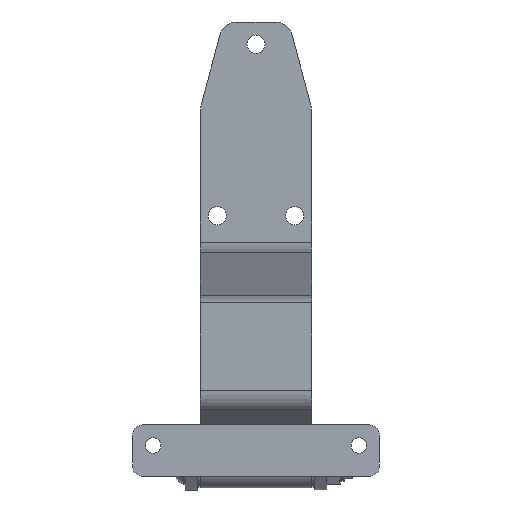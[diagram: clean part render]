
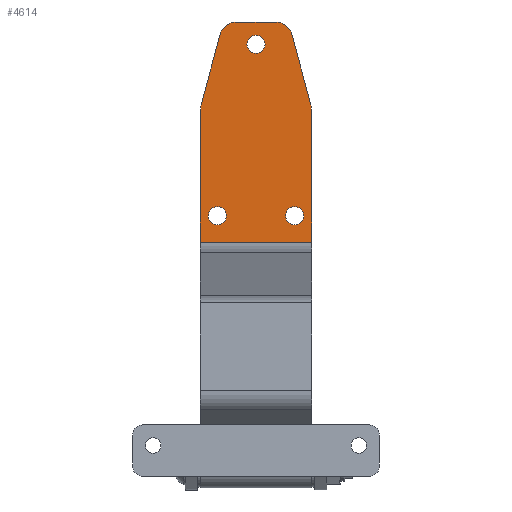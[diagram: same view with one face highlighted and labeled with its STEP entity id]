
A CAD part, front view. The second image highlights one B-rep face of the part: STEP entity #4614.
In plain terms, the highlighted planar face has unit normal (0, -1, 0).
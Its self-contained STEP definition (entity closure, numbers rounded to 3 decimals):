
#8 = VERTEX_POINT ( 'NONE', #570 ) ;
#570 = CARTESIAN_POINT ( 'NONE',  ( 0., -44., 241.7 ) ) ;
#2019 = DIRECTION ( 'NONE',  ( 0., 0., 1. ) ) ;
#2028 = DIRECTION ( 'NONE',  ( 0., 1., 0. ) ) ;
#2184 = CARTESIAN_POINT ( 'NONE',  ( -11.342, -44., 260. ) ) ;
#2227 = DIRECTION ( 'NONE',  ( 0., 0., 1. ) ) ;
#2228 = DIRECTION ( 'NONE',  ( 0., 1., 0. ) ) ;
#2229 = CARTESIAN_POINT ( 'NONE',  ( 22.5, -44., 147. ) ) ;
#2230 = CARTESIAN_POINT ( 'NONE',  ( -20.996, -44., 252.607 ) ) ;
#2232 = DIRECTION ( 'NONE',  ( 0., 0., 1. ) ) ;
#2233 = DIRECTION ( 'NONE',  ( 0., 1., 0. ) ) ;
#2234 = CARTESIAN_POINT ( 'NONE',  ( 0., -44., 247. ) ) ;
#2235 = AXIS2_PLACEMENT_3D ( 'NONE', #2234, #2233, #2232 ) ;
#2240 = CIRCLE ( 'NONE', #2235, 5.3 ) ;
#2242 = CARTESIAN_POINT ( 'NONE',  ( 32.5, -44., 207.347 ) ) ;
#2243 = AXIS2_PLACEMENT_3D ( 'NONE', #2229, #2228, #2227 ) ;
#2249 = CIRCLE ( 'NONE', #2243, 5.3 ) ;
#2263 = DIRECTION ( 'NONE',  ( 0., 0., -1. ) ) ;
#2264 = VECTOR ( 'NONE', #2263, 1000. ) ;
#2265 = CARTESIAN_POINT ( 'NONE',  ( 32.5, -44., 131.61 ) ) ;
#2267 = LINE ( 'NONE', #2265, #2264 ) ;
#2268 = DIRECTION ( 'NONE',  ( 0.261, 0., 0.965 ) ) ;
#2269 = VECTOR ( 'NONE', #2268, 1000. ) ;
#2270 = CARTESIAN_POINT ( 'NONE',  ( -31.809, -44., 212.561 ) ) ;
#2271 = LINE ( 'NONE', #2270, #2269 ) ;
#2334 = DIRECTION ( 'NONE',  ( -1., 0., 0. ) ) ;
#2335 = VECTOR ( 'NONE', #2334, 1000. ) ;
#2336 = CARTESIAN_POINT ( 'NONE',  ( 32.5, -44., 131.61 ) ) ;
#2337 = LINE ( 'NONE', #2336, #2335 ) ;
#2339 = DIRECTION ( 'NONE',  ( 0., 0., -1. ) ) ;
#2340 = VECTOR ( 'NONE', #2339, 1000. ) ;
#2341 = CARTESIAN_POINT ( 'NONE',  ( -32.5, -44., 131.61 ) ) ;
#2342 = LINE ( 'NONE', #2341, #2340 ) ;
#2343 = FACE_BOUND ( 'NONE', #4505, .T. ) ;
#2344 = LINE ( 'NONE', #2398, #2397 ) ;
#2345 = AXIS2_PLACEMENT_3D ( 'NONE', #2389, #2388, #2387 ) ;
#2350 = CARTESIAN_POINT ( 'NONE',  ( -32.5, -44., 207.347 ) ) ;
#2351 = CARTESIAN_POINT ( 'NONE',  ( 32.5, -44., 131.61 ) ) ;
#2356 = FACE_BOUND ( 'NONE', #4615, .T. ) ;
#2357 = CARTESIAN_POINT ( 'NONE',  ( -31.809, -44., 212.561 ) ) ;
#2384 = DIRECTION ( 'NONE',  ( 0., 0., 1. ) ) ;
#2385 = DIRECTION ( 'NONE',  ( 0., 1., 0. ) ) ;
#2387 = DIRECTION ( 'NONE',  ( 0., 0., 1. ) ) ;
#2388 = DIRECTION ( 'NONE',  ( 0., 1., 0. ) ) ;
#2389 = CARTESIAN_POINT ( 'NONE',  ( -12.5, -44., 207.347 ) ) ;
#2390 = CIRCLE ( 'NONE', #2345, 20. ) ;
#2391 = FACE_OUTER_BOUND ( 'NONE', #4691, .T. ) ;
#2392 = CARTESIAN_POINT ( 'NONE',  ( 32.5, -44., 131.61 ) ) ;
#2393 = FACE_BOUND ( 'NONE', #4522, .T. ) ;
#2394 = PLANE ( 'NONE',  #2399 ) ;
#2396 = DIRECTION ( 'NONE',  ( 0.261, 0., -0.965 ) ) ;
#2397 = VECTOR ( 'NONE', #2396, 1000. ) ;
#2398 = CARTESIAN_POINT ( 'NONE',  ( 20.996, -44., 252.607 ) ) ;
#2399 = AXIS2_PLACEMENT_3D ( 'NONE', #2392, #2385, #2384 ) ;
#2404 = AXIS2_PLACEMENT_3D ( 'NONE', #2435, #2478, #2477 ) ;
#2430 = CIRCLE ( 'NONE', #2404, 5.3 ) ;
#2435 = CARTESIAN_POINT ( 'NONE',  ( -22.5, -44., 147. ) ) ;
#2436 = AXIS2_PLACEMENT_3D ( 'NONE', #2487, #2473, #2472 ) ;
#2450 = CARTESIAN_POINT ( 'NONE',  ( -32.5, -44., 131.61 ) ) ;
#2461 = CIRCLE ( 'NONE', #2467, 5.3 ) ;
#2467 = AXIS2_PLACEMENT_3D ( 'NONE', #2474, #2511, #2510 ) ;
#2472 = DIRECTION ( 'NONE',  ( 0., 0., 1. ) ) ;
#2473 = DIRECTION ( 'NONE',  ( 0., 1., 0. ) ) ;
#2474 = CARTESIAN_POINT ( 'NONE',  ( 22.5, -44., 147. ) ) ;
#2476 = CIRCLE ( 'NONE', #2436, 10. ) ;
#2477 = DIRECTION ( 'NONE',  ( 0., 0., 1. ) ) ;
#2478 = DIRECTION ( 'NONE',  ( 0., 1., 0. ) ) ;
#2487 = CARTESIAN_POINT ( 'NONE',  ( -11.342, -44., 250. ) ) ;
#2496 = CIRCLE ( 'NONE', #2505, 10. ) ;
#2505 = AXIS2_PLACEMENT_3D ( 'NONE', #2512, #2028, #2019 ) ;
#2510 = DIRECTION ( 'NONE',  ( 0., 0., 1. ) ) ;
#2511 = DIRECTION ( 'NONE',  ( 0., 1., 0. ) ) ;
#2512 = CARTESIAN_POINT ( 'NONE',  ( 11.342, -44., 250. ) ) ;
#2516 = CARTESIAN_POINT ( 'NONE',  ( 20.996, -44., 252.607 ) ) ;
#3359 = AXIS2_PLACEMENT_3D ( 'NONE', #3401, #3400, #3399 ) ;
#3361 = CARTESIAN_POINT ( 'NONE',  ( 11.342, -44., 260. ) ) ;
#3362 = CIRCLE ( 'NONE', #3359, 20. ) ;
#3373 = CARTESIAN_POINT ( 'NONE',  ( 31.809, -44., 212.561 ) ) ;
#3399 = DIRECTION ( 'NONE',  ( 0., 0., 1. ) ) ;
#3400 = DIRECTION ( 'NONE',  ( 0., 1., 0. ) ) ;
#3401 = CARTESIAN_POINT ( 'NONE',  ( 12.5, -44., 207.347 ) ) ;
#3403 = DIRECTION ( 'NONE',  ( -1., 0., 0. ) ) ;
#3404 = VECTOR ( 'NONE', #3403, 1000. ) ;
#3405 = CARTESIAN_POINT ( 'NONE',  ( 32.5, -44., 260. ) ) ;
#3406 = LINE ( 'NONE', #3405, #3404 ) ;
#3415 = CARTESIAN_POINT ( 'NONE',  ( -22.5, -44., 141.7 ) ) ;
#3418 = CARTESIAN_POINT ( 'NONE',  ( 22.5, -44., 152.3 ) ) ;
#3485 = CARTESIAN_POINT ( 'NONE',  ( 0., -44., 252.3 ) ) ;
#3496 = CARTESIAN_POINT ( 'NONE',  ( -22.5, -44., 152.3 ) ) ;
#3508 = DIRECTION ( 'NONE',  ( 0., 0., 1. ) ) ;
#3509 = DIRECTION ( 'NONE',  ( 0., 1., 0. ) ) ;
#3510 = CARTESIAN_POINT ( 'NONE',  ( -22.5, -44., 147. ) ) ;
#3511 = AXIS2_PLACEMENT_3D ( 'NONE', #3510, #3509, #3508 ) ;
#3514 = CIRCLE ( 'NONE', #3511, 5.3 ) ;
#3522 = DIRECTION ( 'NONE',  ( 0., 0., 1. ) ) ;
#3523 = DIRECTION ( 'NONE',  ( 0., 1., 0. ) ) ;
#3524 = CARTESIAN_POINT ( 'NONE',  ( 0., -44., 247. ) ) ;
#3525 = CIRCLE ( 'NONE', #3530, 5.3 ) ;
#3530 = AXIS2_PLACEMENT_3D ( 'NONE', #3524, #3523, #3522 ) ;
#3532 = CARTESIAN_POINT ( 'NONE',  ( 22.5, -44., 141.7 ) ) ;
#4240 = EDGE_CURVE ( 'NONE', #8, #5223, #3525, .T. ) ;
#4505 = EDGE_LOOP ( 'NONE', ( #4527, #4542 ) ) ;
#4511 = VERTEX_POINT ( 'NONE', #2184 ) ;
#4522 = EDGE_LOOP ( 'NONE', ( #4665, #4644 ) ) ;
#4527 = ORIENTED_EDGE ( 'NONE', *, *, #4538, .T. ) ;
#4538 = EDGE_CURVE ( 'NONE', #5223, #8, #2240, .T. ) ;
#4539 = VERTEX_POINT ( 'NONE', #2242 ) ;
#4540 = EDGE_CURVE ( 'NONE', #5196, #5270, #2249, .T. ) ;
#4542 = ORIENTED_EDGE ( 'NONE', *, *, #4240, .T. ) ;
#4544 = VERTEX_POINT ( 'NONE', #2230 ) ;
#4545 = ORIENTED_EDGE ( 'NONE', *, *, #4540, .T. ) ;
#4550 = EDGE_CURVE ( 'NONE', #4611, #4544, #2271, .T. ) ;
#4551 = EDGE_CURVE ( 'NONE', #4539, #4607, #2267, .T. ) ;
#4552 = ORIENTED_EDGE ( 'NONE', *, *, #4663, .F. ) ;
#4553 = ORIENTED_EDGE ( 'NONE', *, *, #4613, .F. ) ;
#4573 = EDGE_CURVE ( 'NONE', #4610, #4653, #2342, .T. ) ;
#4574 = EDGE_CURVE ( 'NONE', #4607, #4653, #2337, .T. ) ;
#4607 = VERTEX_POINT ( 'NONE', #2351 ) ;
#4608 = ORIENTED_EDGE ( 'NONE', *, *, #4551, .F. ) ;
#4610 = VERTEX_POINT ( 'NONE', #2350 ) ;
#4611 = VERTEX_POINT ( 'NONE', #2357 ) ;
#4612 = EDGE_CURVE ( 'NONE', #4679, #5162, #2344, .T. ) ;
#4613 = EDGE_CURVE ( 'NONE', #4610, #4611, #2390, .T. ) ;
#4614 = ADVANCED_FACE ( 'NONE', ( #2343, #2356, #2393, #2391 ), #2394, .F. ) ;
#4615 = EDGE_LOOP ( 'NONE', ( #4545, #5178 ) ) ;
#4630 = ORIENTED_EDGE ( 'NONE', *, *, #4550, .F. ) ;
#4631 = ORIENTED_EDGE ( 'NONE', *, *, #4686, .F. ) ;
#4644 = ORIENTED_EDGE ( 'NONE', *, *, #5244, .T. ) ;
#4651 = ORIENTED_EDGE ( 'NONE', *, *, #4573, .T. ) ;
#4653 = VERTEX_POINT ( 'NONE', #2450 ) ;
#4657 = ORIENTED_EDGE ( 'NONE', *, *, #4612, .F. ) ;
#4660 = ORIENTED_EDGE ( 'NONE', *, *, #4574, .F. ) ;
#4662 = EDGE_CURVE ( 'NONE', #5250, #5183, #2430, .T. ) ;
#4663 = EDGE_CURVE ( 'NONE', #4544, #4511, #2476, .T. ) ;
#4665 = ORIENTED_EDGE ( 'NONE', *, *, #4662, .T. ) ;
#4678 = EDGE_CURVE ( 'NONE', #5270, #5196, #2461, .T. ) ;
#4679 = VERTEX_POINT ( 'NONE', #2516 ) ;
#4686 = EDGE_CURVE ( 'NONE', #5172, #4679, #2496, .T. ) ;
#4691 = EDGE_LOOP ( 'NONE', ( #5167, #4657, #4631, #4692, #4552, #4630, #4553, #4651, #4660, #4608 ) ) ;
#4692 = ORIENTED_EDGE ( 'NONE', *, *, #5164, .T. ) ;
#5162 = VERTEX_POINT ( 'NONE', #3373 ) ;
#5164 = EDGE_CURVE ( 'NONE', #5172, #4511, #3406, .T. ) ;
#5165 = EDGE_CURVE ( 'NONE', #5162, #4539, #3362, .T. ) ;
#5167 = ORIENTED_EDGE ( 'NONE', *, *, #5165, .F. ) ;
#5172 = VERTEX_POINT ( 'NONE', #3361 ) ;
#5178 = ORIENTED_EDGE ( 'NONE', *, *, #4678, .T. ) ;
#5183 = VERTEX_POINT ( 'NONE', #3415 ) ;
#5196 = VERTEX_POINT ( 'NONE', #3418 ) ;
#5223 = VERTEX_POINT ( 'NONE', #3485 ) ;
#5244 = EDGE_CURVE ( 'NONE', #5183, #5250, #3514, .T. ) ;
#5250 = VERTEX_POINT ( 'NONE', #3496 ) ;
#5270 = VERTEX_POINT ( 'NONE', #3532 ) ;
